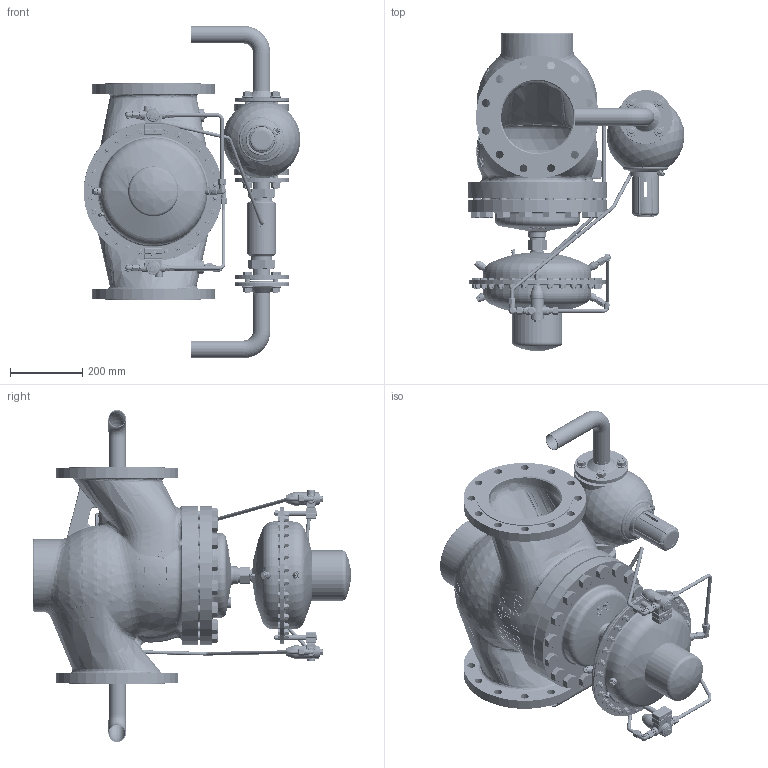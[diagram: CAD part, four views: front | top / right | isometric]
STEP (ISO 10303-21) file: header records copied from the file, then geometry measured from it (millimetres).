
FILE_DESCRIPTION((''),'2;1');
FILE_NAME('003G1506_ASM','2015-04-14T',('u317927'),('Danfoss'),'PRO/ENGINEER BY PARAMETRIC TECHNOLOGY CORPORATION, 2014000','PRO/ENGINEER BY PARAMETRIC TECHNOLOGY CORPORATION, 2014000','');
FILE_SCHEMA(('CONFIG_CONTROL_DESIGN'));
Length unit declared in the file: millimetre
Products named in the file (56): 53897150_1; 88610190_1; 51840270_1; TESNILO_18X14_1; VIJAK_G1L4X12_ZAPIRALNI_1; 8863078_1; PRIKLJUCEK_MATICA_1; PRIKLJUCEK_VST_1; PRIKLJUCEK_3_ASM_1_ASM; 065B2399_ASM_1_ASM; 8863074_1; 8881045_1; 8863075_1; 8863040_1; 88636410_ASM_1_ASM; 8863076_1; 88636430_ASM_1_ASM; 55511011_1; 8539087_1; 88810420_1; 88632340_1; 88630710_1; PRIKLJUCEK_1; 5181800_1; 100002917_1; 1127743_1; 88829540_1; NOSILEC_1; STANGA_1; 88632280_ASM_1_ASM; PODLOZKA_FI_10_1; 51917340_1; 003G1491_ASM_1_ASM; CEVKA1_10X1_1; CEVKA2_10X1_1; POGON_ASM_1_ASM; MANIFOLD_SOLID_BREP_232409; AVP_DN40_1_6_PN25_1_ASM; 88632460_1; 88632480_1 ...
Assembly tree (211 placements, depth 6):
  003G1506_ASM
    VALVE_VFG_21_DN200_PN16_KVS280__ASM
      065B2399_ASM_1_ASM
        53897150_1
        88610190_1
        51840270_1  x16
        TESNILO_18X14_1  x2
        VIJAK_G1L4X12_ZAPIRALNI_1
        PRIKLJUCEK_3_ASM_1_ASM
          8863078_1
          PRIKLJUCEK_MATICA_1
          PRIKLJUCEK_VST_1
      POGON_ASM_1_ASM
        003G1491_ASM_1_ASM
          88636410_ASM_1_ASM
            8863074_1
            8881045_1  x2
            8863075_1
            8863040_1
          88636430_ASM_1_ASM
            8863076_1
            8881045_1  x2
            8863075_1
          55511011_1
          8539087_1
          88810420_1
          88632340_1
          88630710_1  x2
          TESNILO_18X14_1  x4
          VIJAK_G1L4X12_ZAPIRALNI_1  x2
          PRIKLJUCEK_1  x2
          5181800_1  x28
          88632280_ASM_1_ASM  x2
            100002917_1
            1127743_1
            88829540_1
            NOSILEC_1
            STANGA_1
            TESNILO_18X14_1
          PODLOZKA_FI_10_1  x30
          51917340_1  x30
        PRIKLJUCEK_3_ASM_1_ASM  x2
          8863078_1
          PRIKLJUCEK_MATICA_1
          PRIKLJUCEK_VST_1
        PRIKLJUCEK_1  x2
        CEVKA1_10X1_1
        CEVKA2_10X1_1
      VALVE_AVP_SOBA_PRIKLJUCKI_ASM_1_ASM
        AVP_DN40_1_6_PN25_1_ASM
          MANIFOLD_SOLID_BREP_232409
        88632300_ASM_1_ASM
          88632460_1
          PRIKLJUCEK_3_ASM_1_ASM
            8863078_1
            PRIKLJUCEK_MATICA_1
            PRIKLJUCEK_VST_1
          88632740_ASM_1_ASM  x2
            88632480_1
            88632830_1
Bounding box: 599.76 x 880.91 x 919.3 mm (x, y, z)
Volume: 22734325.4 mm3; surface area: 5535988.4 mm2
Topology: 212 solids, 371 shells, 10122 faces, 24851 edges, 15405 vertices
Faces by surface type: cylinder 2933, plane 2604, bspline 1831, cone 1577, torus 724, extrusion 279, sphere 174
Entity records: 234626 total; most frequent: CARTESIAN_POINT 107832, ORIENTED_EDGE 28565, DIRECTION 22401, EDGE_CURVE 14503, AXIS2_PLACEMENT_3D 9561, VERTEX_POINT 8963, B_SPLINE_CURVE_WITH_KNOTS 6594, EDGE_LOOP 6319
